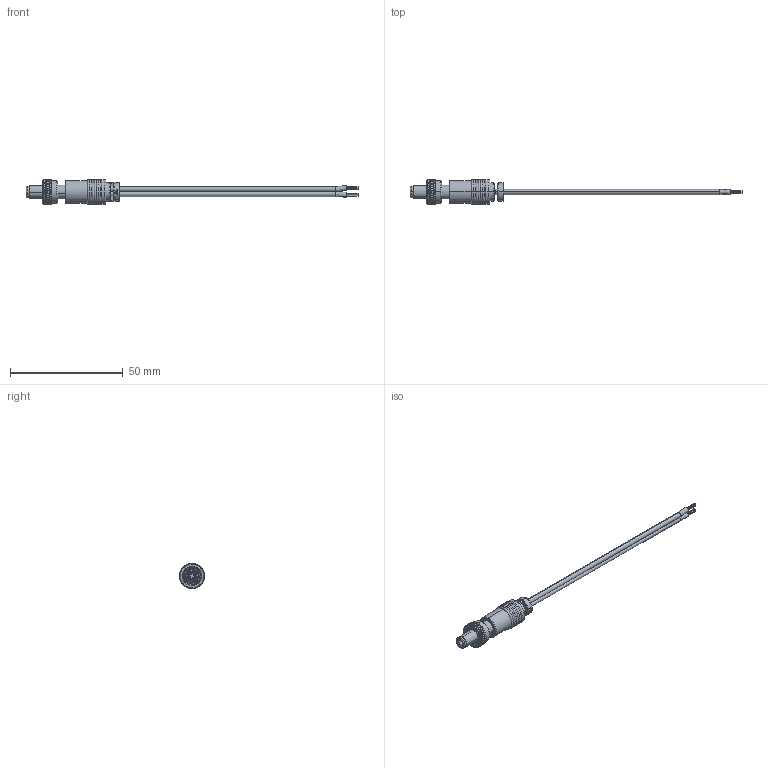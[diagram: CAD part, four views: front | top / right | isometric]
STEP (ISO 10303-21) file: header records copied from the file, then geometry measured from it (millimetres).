
FILE_DESCRIPTION (( 'STEP AP203' ), '1' );
FILE_NAME ('10-05243_revA.STEP', '2022-11-02T19:05:02', ( '' ), ( '' ), 'SwSTEP 2.0', 'SolidWorks 2021', '' );
FILE_SCHEMA (( 'CONFIG_CONTROL_DESIGN' ));
Length unit declared in the file: millimetre
Products named in the file (10): 30-00415_s+t; 50-00011 locking ring; 50-00011 insulator; 50-00011 interior shell; 24-00016; 50-00011; 10-05243_revA; 50-00011 pin; 50-00011 shell 2; 50-00011 shell
Assembly tree (9 placements, depth 3):
  10-05243_revA
    30-00415_s+t
    24-00016
    50-00011
      50-00011 insulator
      50-00011 interior shell
      50-00011 locking ring
      50-00011 pin
      50-00011 shell 2
      50-00011 shell
Bounding box: 147.4 x 11 x 11 mm (x, y, z)
Volume: 3164.7 mm3; surface area: 12034.9 mm2
Topology: 175 solids, 175 shells, 1982 faces, 4012 edges, 2402 vertices
Faces by surface type: plane 682, bspline 647, cylinder 572, torus 58, cone 23
Entity records: 73322 total; most frequent: CARTESIAN_POINT 36406, ORIENTED_EDGE 8020, DIRECTION 5740, EDGE_CURVE 4010, VERTEX_POINT 2402, AXIS2_PLACEMENT_3D 2392, EDGE_LOOP 2020, B_SPLINE_CURVE_WITH_KNOTS 2010
